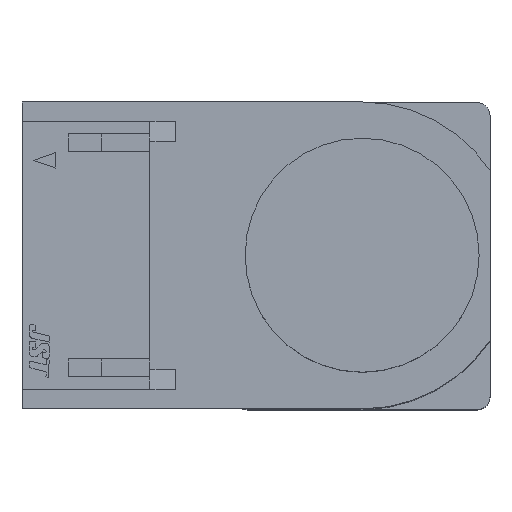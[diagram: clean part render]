
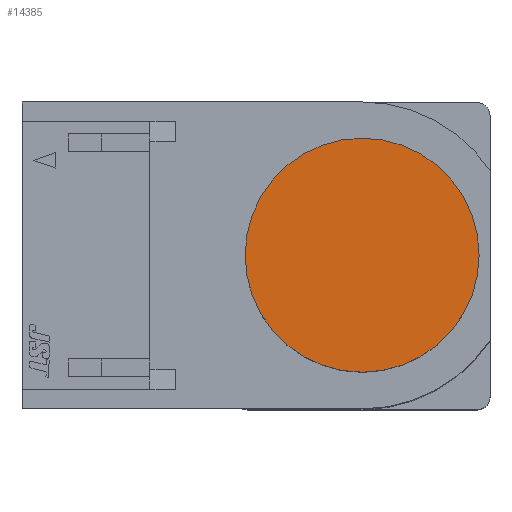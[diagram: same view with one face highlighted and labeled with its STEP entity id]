
A CAD part, top view. The second image highlights one B-rep face of the part: STEP entity #14385.
In plain terms, the highlighted planar face has unit normal (0, 0, 1).
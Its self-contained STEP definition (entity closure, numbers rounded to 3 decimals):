
#14269 = VERTEX_POINT('',#14270);
#14270 = CARTESIAN_POINT('',(4.575,0.,21.));
#14277 = CYLINDRICAL_SURFACE('',#14278,4.575);
#14278 = AXIS2_PLACEMENT_3D('',#14279,#14280,#14281);
#14279 = CARTESIAN_POINT('',(0.,0.,17.5));
#14280 = DIRECTION('',(-0.,-0.,-1.));
#14281 = DIRECTION('',(1.,0.,0.));
#14296 = EDGE_CURVE('',#14269,#14269,#14297,.T.);
#14297 = SURFACE_CURVE('',#14298,(#14303,#14310),.PCURVE_S1.);
#14298 = CIRCLE('',#14299,4.575);
#14299 = AXIS2_PLACEMENT_3D('',#14300,#14301,#14302);
#14300 = CARTESIAN_POINT('',(0.,0.,21.));
#14301 = DIRECTION('',(0.,0.,1.));
#14302 = DIRECTION('',(1.,0.,0.));
#14303 = PCURVE('',#14277,#14304);
#14304 = DEFINITIONAL_REPRESENTATION('',(#14305),#14309);
#14305 = LINE('',#14306,#14307);
#14306 = CARTESIAN_POINT('',(-0.,-3.5));
#14307 = VECTOR('',#14308,1.);
#14308 = DIRECTION('',(-1.,0.));
#14309 = ( GEOMETRIC_REPRESENTATION_CONTEXT(2) 
PARAMETRIC_REPRESENTATION_CONTEXT() REPRESENTATION_CONTEXT('2D SPACE',''
  ) );
#14310 = PCURVE('',#14311,#14316);
#14311 = PLANE('',#14312);
#14312 = AXIS2_PLACEMENT_3D('',#14313,#14314,#14315);
#14313 = CARTESIAN_POINT('',(0.,0.,21.)
  );
#14314 = DIRECTION('',(0.,0.,1.));
#14315 = DIRECTION('',(0.,1.,0.));
#14316 = DEFINITIONAL_REPRESENTATION('',(#14317),#14321);
#14317 = CIRCLE('',#14318,4.575);
#14318 = AXIS2_PLACEMENT_2D('',#14319,#14320);
#14319 = CARTESIAN_POINT('',(0.,0.));
#14320 = DIRECTION('',(0.,-1.));
#14321 = ( GEOMETRIC_REPRESENTATION_CONTEXT(2) 
PARAMETRIC_REPRESENTATION_CONTEXT() REPRESENTATION_CONTEXT('2D SPACE',''
  ) );
#14385 = ADVANCED_FACE('',(#14386),#14311,.T.);
#14386 = FACE_BOUND('',#14387,.T.);
#14387 = EDGE_LOOP('',(#14388));
#14388 = ORIENTED_EDGE('',*,*,#14296,.T.);
